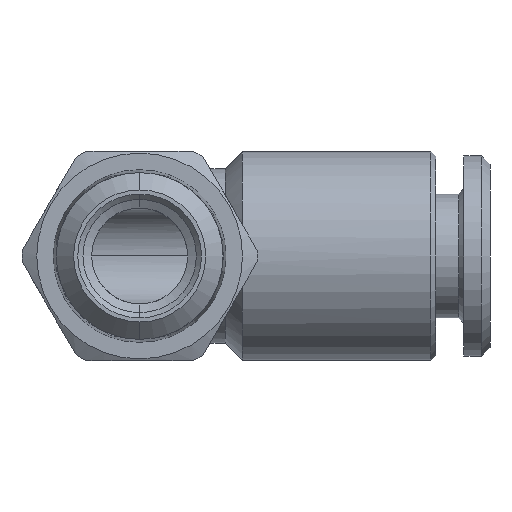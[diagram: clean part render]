
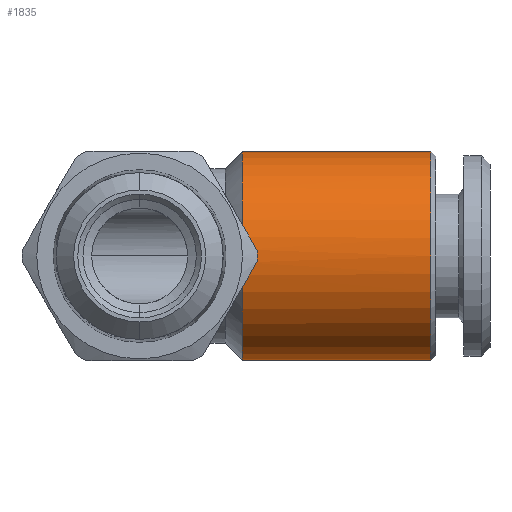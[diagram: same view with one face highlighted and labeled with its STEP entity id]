
A CAD part, front view. The second image highlights one B-rep face of the part: STEP entity #1835.
In plain terms, the highlighted cylindrical face has radius 6 mm (diameter 12 mm), a partial arc.
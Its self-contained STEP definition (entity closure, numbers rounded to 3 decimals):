
#504 = DIRECTION ( 'NONE',  ( 0., 0., 1. ) ) ;
#505 = DIRECTION ( 'NONE',  ( -1., 0., 0. ) ) ;
#506 = CYLINDRICAL_SURFACE ( 'NONE', #515, 6. ) ;
#511 = FACE_OUTER_BOUND ( 'NONE', #1834, .T. ) ;
#513 = CARTESIAN_POINT ( 'NONE',  ( -3.45, 0., 0. ) ) ;
#515 = AXIS2_PLACEMENT_3D ( 'NONE', #513, #505, #504 ) ;
#583 = CARTESIAN_POINT ( 'NONE',  ( 16.7, 0., 0. ) ) ;
#585 = DIRECTION ( 'NONE',  ( 0., 0., 1. ) ) ;
#586 = DIRECTION ( 'NONE',  ( -1., 0., 0. ) ) ;
#587 = AXIS2_PLACEMENT_3D ( 'NONE', #583, #586, #585 ) ;
#588 = CIRCLE ( 'NONE', #587, 6. ) ;
#590 = AXIS2_PLACEMENT_3D ( 'NONE', #594, #593, #592 ) ;
#591 = CIRCLE ( 'NONE', #590, 6. ) ;
#592 = DIRECTION ( 'NONE',  ( 0., 0., 1. ) ) ;
#593 = DIRECTION ( 'NONE',  ( -1., 0., 0. ) ) ;
#594 = CARTESIAN_POINT ( 'NONE',  ( 5.9, 0., 0. ) ) ;
#1692 = EDGE_CURVE ( 'NONE', #1737, #1706, #2802, .T. ) ;
#1695 = VERTEX_POINT ( 'NONE', #2799 ) ;
#1706 = VERTEX_POINT ( 'NONE', #3044 ) ;
#1713 = VERTEX_POINT ( 'NONE', #2830 ) ;
#1721 = VERTEX_POINT ( 'NONE', #2839 ) ;
#1732 = EDGE_CURVE ( 'NONE', #1706, #1734, #2861, .T. ) ;
#1734 = VERTEX_POINT ( 'NONE', #2828 ) ;
#1737 = VERTEX_POINT ( 'NONE', #2831 ) ;
#1759 = EDGE_CURVE ( 'NONE', #1713, #1695, #3012, .T. ) ;
#1789 = EDGE_CURVE ( 'NONE', #1721, #1734, #3086, .T. ) ;
#1832 = ORIENTED_EDGE ( 'NONE', *, *, #1875, .T. ) ;
#1834 = EDGE_LOOP ( 'NONE', ( #1861, #1832, #1873, #1871, #1859, #1839 ) ) ;
#1835 = ADVANCED_FACE ( 'NONE', ( #511 ), #506, .T. ) ;
#1839 = ORIENTED_EDGE ( 'NONE', *, *, #1732, .F. ) ;
#1859 = ORIENTED_EDGE ( 'NONE', *, *, #1789, .T. ) ;
#1861 = ORIENTED_EDGE ( 'NONE', *, *, #1692, .F. ) ;
#1871 = ORIENTED_EDGE ( 'NONE', *, *, #1872, .F. ) ;
#1872 = EDGE_CURVE ( 'NONE', #1721, #1695, #591, .T. ) ;
#1873 = ORIENTED_EDGE ( 'NONE', *, *, #1759, .T. ) ;
#1875 = EDGE_CURVE ( 'NONE', #1737, #1713, #588, .T. ) ;
#2623 = DIRECTION ( 'NONE',  ( -1., 0., 0. ) ) ;
#2627 = DIRECTION ( 'NONE',  ( 0., 0., 1. ) ) ;
#2799 = CARTESIAN_POINT ( 'NONE',  ( 5.9, 0., 6. ) ) ;
#2802 = LINE ( 'NONE', #2825, #2824 ) ;
#2823 = DIRECTION ( 'NONE',  ( -1., 0., 0. ) ) ;
#2824 = VECTOR ( 'NONE', #2823, 1000. ) ;
#2825 = CARTESIAN_POINT ( 'NONE',  ( -3.45, 0., -6. ) ) ;
#2828 = CARTESIAN_POINT ( 'NONE',  ( 5.9, -5.9, -1.091 ) ) ;
#2830 = CARTESIAN_POINT ( 'NONE',  ( 16.7, 0., 6. ) ) ;
#2831 = CARTESIAN_POINT ( 'NONE',  ( 16.7, 0., -6. ) ) ;
#2839 = CARTESIAN_POINT ( 'NONE',  ( 5.9, -5.9, 1.091 ) ) ;
#2859 = CARTESIAN_POINT ( 'NONE',  ( 5.9, 0., 0. ) ) ;
#2860 = AXIS2_PLACEMENT_3D ( 'NONE', #2859, #2623, #2627 ) ;
#2861 = CIRCLE ( 'NONE', #2860, 6. ) ;
#3009 = VECTOR ( 'NONE', #3018, 1000. ) ;
#3010 = CARTESIAN_POINT ( 'NONE',  ( -3.45, 0., 6. ) ) ;
#3012 = LINE ( 'NONE', #3010, #3009 ) ;
#3018 = DIRECTION ( 'NONE',  ( -1., 0., 0. ) ) ;
#3044 = CARTESIAN_POINT ( 'NONE',  ( 5.9, 0., -6. ) ) ;
#3081 = CARTESIAN_POINT ( 'NONE',  ( 5.9, -5.9, 1.091 ) ) ;
#3083 = CARTESIAN_POINT ( 'NONE',  ( 5.9, -5.9, -1.091 ) ) ;
#3084 = CARTESIAN_POINT ( 'NONE',  ( 6.034, -6.034, -0.368 ) ) ;
#3085 = CARTESIAN_POINT ( 'NONE',  ( 6.034, -6.034, 0.368 ) ) ;
#3086 =( BOUNDED_CURVE ( )  B_SPLINE_CURVE ( 3, ( #3081, #3085, #3084, #3083 ),
 .UNSPECIFIED., .F., .T. ) 
 B_SPLINE_CURVE_WITH_KNOTS ( ( 4, 4 ),
 ( 6.1, 6.466 ),
 .UNSPECIFIED. ) 
 CURVE ( )  GEOMETRIC_REPRESENTATION_ITEM ( )  RATIONAL_B_SPLINE_CURVE ( ( 1., 0.989, 0.989, 1. ) ) 
 REPRESENTATION_ITEM ( '' )  );
